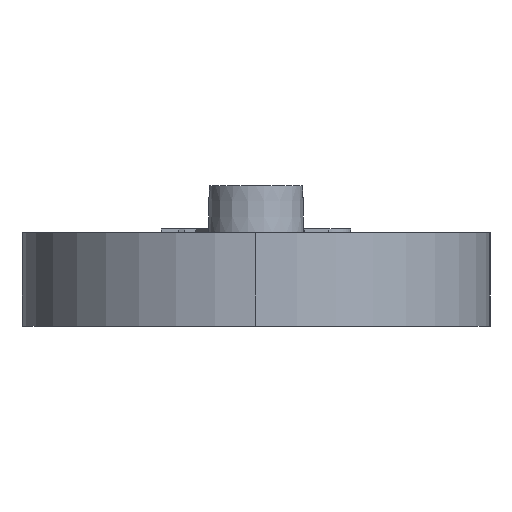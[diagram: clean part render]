
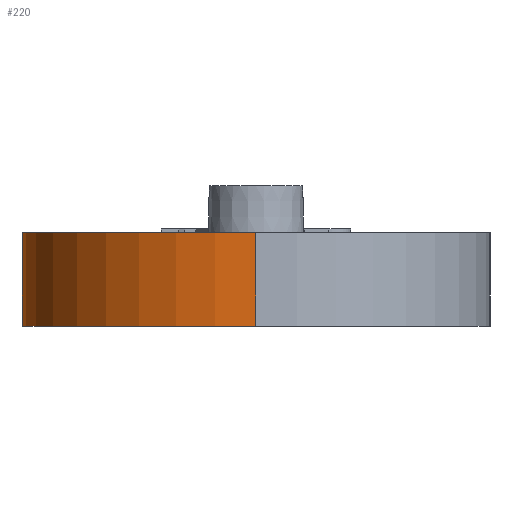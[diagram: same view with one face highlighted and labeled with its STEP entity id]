
A CAD part, left-side view. The second image highlights one B-rep face of the part: STEP entity #220.
In plain terms, the highlighted cylindrical face has radius 12.5 mm (diameter 25 mm), a partial arc.
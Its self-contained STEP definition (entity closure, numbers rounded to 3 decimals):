
#220 = ADVANCED_FACE( '', ( #692 ), #693, .T. );
#692 = FACE_OUTER_BOUND( '', #1300, .T. );
#693 = CYLINDRICAL_SURFACE( '', #1301, 12.5 );
#1300 = EDGE_LOOP( '', ( #2845, #2846, #2847, #2848 ) );
#1301 = AXIS2_PLACEMENT_3D( '', #2849, #2850, #2851 );
#2845 = ORIENTED_EDGE( '', *, *, #3799, .T. );
#2846 = ORIENTED_EDGE( '', *, *, #4364, .F. );
#2847 = ORIENTED_EDGE( '', *, *, #3861, .F. );
#2848 = ORIENTED_EDGE( '', *, *, #4365, .T. );
#2849 = CARTESIAN_POINT( '', ( -30.5, 0., 0. ) );
#2850 = DIRECTION( '', ( 0., 0., 1. ) );
#2851 = DIRECTION( '', ( 0., 1., 0. ) );
#3799 = EDGE_CURVE( '', #4499, #4497, #4500, .T. );
#3861 = EDGE_CURVE( '', #4618, #4620, #4621, .T. );
#4364 = EDGE_CURVE( '', #4620, #4497, #5483, .T. );
#4365 = EDGE_CURVE( '', #4618, #4499, #5484, .T. );
#4497 = VERTEX_POINT( '', #5661 );
#4499 = VERTEX_POINT( '', #5664 );
#4500 = CIRCLE( '', #5665, 12.5 );
#4618 = VERTEX_POINT( '', #5828 );
#4620 = VERTEX_POINT( '', #5830 );
#4621 = CIRCLE( '', #5831, 12.5 );
#5483 = LINE( '', #7143, #7144 );
#5484 = LINE( '', #7145, #7146 );
#5661 = CARTESIAN_POINT( '', ( -30.5, 12.5, 5. ) );
#5664 = CARTESIAN_POINT( '', ( -43., 0., 5. ) );
#5665 = AXIS2_PLACEMENT_3D( '', #7443, #7444, #7445 );
#5828 = CARTESIAN_POINT( '', ( -43., 0., 0. ) );
#5830 = CARTESIAN_POINT( '', ( -30.5, 12.5, 0. ) );
#5831 = AXIS2_PLACEMENT_3D( '', #7539, #7540, #7541 );
#7143 = CARTESIAN_POINT( '', ( -30.5, 12.5, 0. ) );
#7144 = VECTOR( '', #8148, 1000. );
#7145 = CARTESIAN_POINT( '', ( -43., 0., 0. ) );
#7146 = VECTOR( '', #8149, 1000. );
#7443 = CARTESIAN_POINT( '', ( -30.5, 0., 5. ) );
#7444 = DIRECTION( '', ( 0., 0., -1. ) );
#7445 = DIRECTION( '', ( 0., 1., 0. ) );
#7539 = CARTESIAN_POINT( '', ( -30.5, 0., 0. ) );
#7540 = DIRECTION( '', ( 0., 0., -1. ) );
#7541 = DIRECTION( '', ( 0., 1., 0. ) );
#8148 = DIRECTION( '', ( 0., 0., 1. ) );
#8149 = DIRECTION( '', ( 0., 0., 1. ) );
